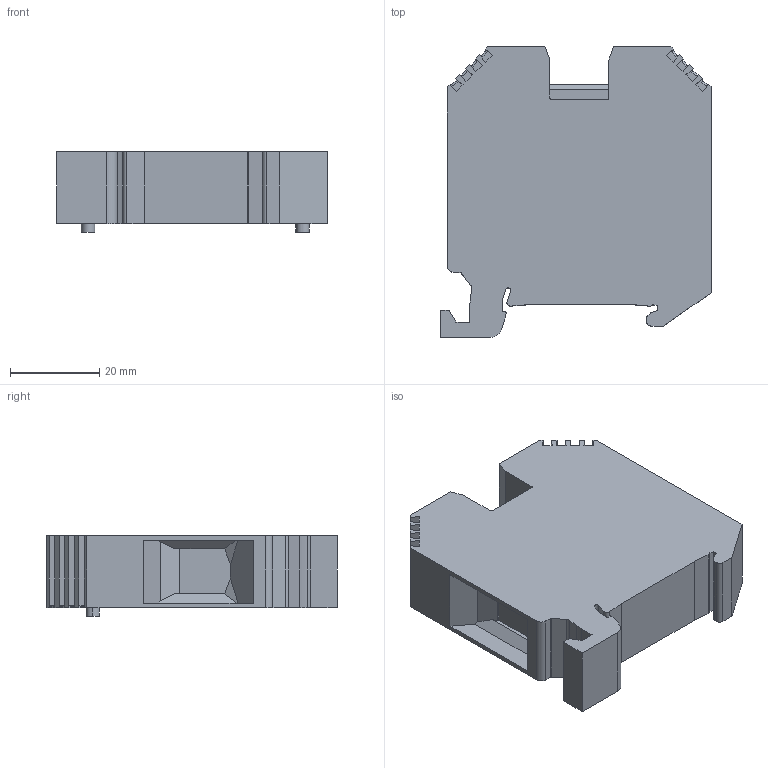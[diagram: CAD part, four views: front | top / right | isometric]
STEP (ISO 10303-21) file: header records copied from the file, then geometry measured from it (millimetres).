
FILE_DESCRIPTION((''),'2;1');
FILE_NAME('17141_2_SRK35_2A_Z_ASM','2023-08-10T',('Eugen John'),(''),'CREO PARAMETRIC BY PTC INC, 2018360','CREO PARAMETRIC BY PTC INC, 2018360','');
FILE_SCHEMA(('CONFIG_CONTROL_DESIGN'));
Length unit declared in the file: millimetre
Products named in the file (3): SRK350ISO_2A_GEN; SM60X150IS4; 17141_2_SRK35_2A_Z_ASM
Assembly tree (3 placements, depth 2):
  17141_2_SRK35_2A_Z_ASM
    SRK350ISO_2A_GEN
    SM60X150IS4  x2
Bounding box: 60.5 x 65 x 18.1 mm (x, y, z)
Volume: 46927.6 mm3; surface area: 14546.4 mm2
Topology: 3 solids, 3 shells, 257 faces, 683 edges, 440 vertices
Faces by surface type: plane 175, cylinder 54, torus 16, cone 12
Entity records: 8999 total; most frequent: CARTESIAN_POINT 1441, ORIENTED_EDGE 1198, DIRECTION 1123, PRESENTATION_STYLE_ASSIGNMENT 601, STYLED_ITEM 601, CURVE_STYLE 599, EDGE_CURVE 599, VECTOR 473
